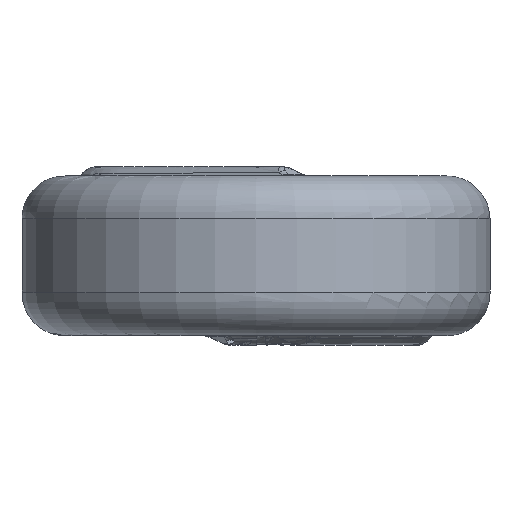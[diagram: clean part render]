
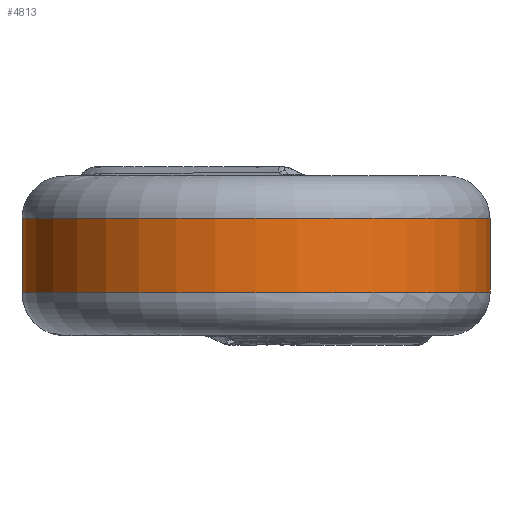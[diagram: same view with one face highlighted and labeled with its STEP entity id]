
A CAD part, top view. The second image highlights one B-rep face of the part: STEP entity #4813.
In plain terms, the highlighted cylindrical face has radius 5.5 mm (diameter 11 mm), a full revolution.
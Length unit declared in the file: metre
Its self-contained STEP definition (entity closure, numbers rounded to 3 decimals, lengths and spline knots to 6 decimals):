
#43=CIRCLE('',#5018,0.0055);
#44=CIRCLE('',#5021,0.0055);
#88=CYLINDRICAL_SURFACE('',#5022,0.0055);
#963=ORIENTED_EDGE('',*,*,#1950,.T.);
#964=ORIENTED_EDGE('',*,*,#1943,.F.);
#1943=EDGE_CURVE('',#2436,#2436,#43,.T.);
#1950=EDGE_CURVE('',#2441,#2441,#44,.T.);
#2436=VERTEX_POINT('',#7443);
#2441=VERTEX_POINT('',#7494);
#2864=EDGE_LOOP('',(#963));
#2865=EDGE_LOOP('',(#964));
#3092=FACE_BOUND('',#2864,.T.);
#3093=FACE_BOUND('',#2865,.T.);
#4813=ADVANCED_FACE('',(#3092,#3093),#88,.T.);
#5018=AXIS2_PLACEMENT_3D('',#7442,#5305,#5306);
#5021=AXIS2_PLACEMENT_3D('',#7493,#5312,#5313);
#5022=AXIS2_PLACEMENT_3D('',#7495,#5314,#5315);
#5305=DIRECTION('',(0.,1.,0.));
#5306=DIRECTION('',(0.,0.,1.));
#5312=DIRECTION('',(0.,1.,0.));
#5313=DIRECTION('',(0.,0.,1.));
#5314=DIRECTION('',(0.,1.,0.));
#5315=DIRECTION('',(0.,0.,1.));
#7442=CARTESIAN_POINT('',(0.,0.000875,0.));
#7443=CARTESIAN_POINT('',(0.,0.000875,0.0055));
#7493=CARTESIAN_POINT('',(0.,-0.000875,0.));
#7494=CARTESIAN_POINT('',(0.,-0.000875,0.0055));
#7495=CARTESIAN_POINT('',(0.,-0.001875,0.));
